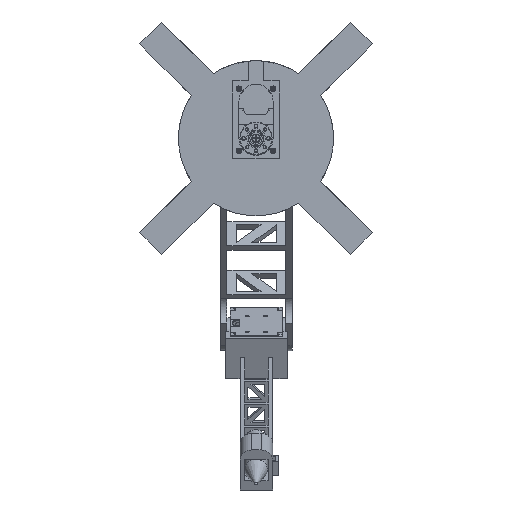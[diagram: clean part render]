
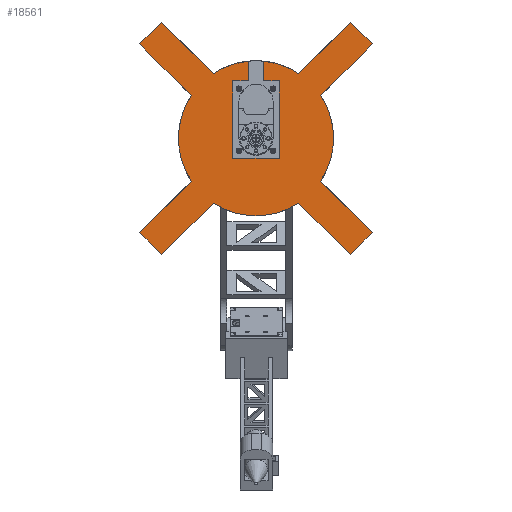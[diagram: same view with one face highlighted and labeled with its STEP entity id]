
A CAD part, front view. The second image highlights one B-rep face of the part: STEP entity #18561.
In plain terms, the highlighted planar face has unit normal (0, -1, 0).
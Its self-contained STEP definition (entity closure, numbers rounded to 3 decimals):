
#780=CIRCLE('',#19688,50.);
#781=CIRCLE('',#19690,50.);
#782=CIRCLE('',#19694,50.);
#784=CIRCLE('',#19696,50.);
#785=CIRCLE('',#19700,50.);
#1755=FACE_OUTER_BOUND('',#2774,.T.);
#2774=EDGE_LOOP('',(#12832,#12833,#12834,#12835,#12836,#12837,#12838,#12839,
#12840,#12841,#12842,#12843,#12844,#12845,#12846,#12847,#12848,#12849,#12850,
#12851,#12852,#12853,#12854,#12855));
#3975=LINE('',#26995,#5982);
#4000=LINE('',#27061,#6007);
#4006=LINE('',#27073,#6013);
#4012=LINE('',#27085,#6019);
#4015=LINE('',#27091,#6022);
#4017=LINE('',#27094,#6024);
#4020=LINE('',#27105,#6027);
#4022=LINE('',#27108,#6029);
#4026=LINE('',#27122,#6033);
#4027=LINE('',#27124,#6034);
#4030=LINE('',#27132,#6037);
#4031=LINE('',#27134,#6038);
#4032=LINE('',#27137,#6039);
#4035=LINE('',#27143,#6042);
#4038=LINE('',#27149,#6045);
#4041=LINE('',#27155,#6048);
#4044=LINE('',#27161,#6051);
#4047=LINE('',#27167,#6054);
#4050=LINE('',#27172,#6057);
#5982=VECTOR('',#21477,10.);
#6007=VECTOR('',#21524,10.);
#6013=VECTOR('',#21534,10.);
#6019=VECTOR('',#21544,10.);
#6022=VECTOR('',#21549,10.);
#6024=VECTOR('',#21553,10.);
#6027=VECTOR('',#21566,10.);
#6029=VECTOR('',#21570,10.);
#6033=VECTOR('',#21584,10.);
#6034=VECTOR('',#21587,10.);
#6037=VECTOR('',#21596,10.);
#6038=VECTOR('',#21599,10.);
#6039=VECTOR('',#21602,10.);
#6042=VECTOR('',#21607,10.);
#6045=VECTOR('',#21612,10.);
#6048=VECTOR('',#21617,10.);
#6051=VECTOR('',#21622,10.);
#6054=VECTOR('',#21627,10.);
#6057=VECTOR('',#21632,10.);
#7976=VERTEX_POINT('',#26992);
#7977=VERTEX_POINT('',#26994);
#8006=VERTEX_POINT('',#27058);
#8007=VERTEX_POINT('',#27060);
#8010=VERTEX_POINT('',#27070);
#8011=VERTEX_POINT('',#27072);
#8014=VERTEX_POINT('',#27082);
#8015=VERTEX_POINT('',#27084);
#8016=VERTEX_POINT('',#27088);
#8017=VERTEX_POINT('',#27090);
#8018=VERTEX_POINT('',#27096);
#8019=VERTEX_POINT('',#27102);
#8020=VERTEX_POINT('',#27104);
#8021=VERTEX_POINT('',#27110);
#8024=VERTEX_POINT('',#27116);
#8025=VERTEX_POINT('',#27120);
#8026=VERTEX_POINT('',#27126);
#8027=VERTEX_POINT('',#27130);
#8028=VERTEX_POINT('',#27136);
#8030=VERTEX_POINT('',#27142);
#8032=VERTEX_POINT('',#27148);
#8034=VERTEX_POINT('',#27154);
#8036=VERTEX_POINT('',#27160);
#8038=VERTEX_POINT('',#27166);
#9788=EDGE_CURVE('',#7977,#7976,#3975,.T.);
#9821=EDGE_CURVE('',#8007,#8006,#4000,.T.);
#9827=EDGE_CURVE('',#8011,#8010,#4006,.T.);
#9833=EDGE_CURVE('',#8015,#8014,#4012,.T.);
#9836=EDGE_CURVE('',#8017,#8016,#4015,.T.);
#9838=EDGE_CURVE('',#8016,#7977,#4017,.T.);
#9840=EDGE_CURVE('',#8018,#7976,#780,.T.);
#9841=EDGE_CURVE('',#8017,#8006,#781,.T.);
#9843=EDGE_CURVE('',#8020,#8019,#4020,.T.);
#9845=EDGE_CURVE('',#8019,#8007,#4022,.T.);
#9846=EDGE_CURVE('',#8020,#8021,#782,.T.);
#9850=EDGE_CURVE('',#8024,#8010,#784,.T.);
#9852=EDGE_CURVE('',#8018,#8025,#4026,.T.);
#9853=EDGE_CURVE('',#8025,#8015,#4027,.T.);
#9855=EDGE_CURVE('',#8026,#8014,#785,.T.);
#9857=EDGE_CURVE('',#8026,#8027,#4030,.T.);
#9858=EDGE_CURVE('',#8027,#8011,#4031,.T.);
#9859=EDGE_CURVE('',#8024,#8028,#4032,.T.);
#9862=EDGE_CURVE('',#8030,#8021,#4035,.T.);
#9865=EDGE_CURVE('',#8032,#8030,#4038,.T.);
#9868=EDGE_CURVE('',#8034,#8032,#4041,.T.);
#9871=EDGE_CURVE('',#8036,#8034,#4044,.T.);
#9874=EDGE_CURVE('',#8038,#8036,#4047,.T.);
#9877=EDGE_CURVE('',#8028,#8038,#4050,.T.);
#12832=ORIENTED_EDGE('',*,*,#9840,.F.);
#12833=ORIENTED_EDGE('',*,*,#9852,.T.);
#12834=ORIENTED_EDGE('',*,*,#9853,.T.);
#12835=ORIENTED_EDGE('',*,*,#9833,.T.);
#12836=ORIENTED_EDGE('',*,*,#9855,.F.);
#12837=ORIENTED_EDGE('',*,*,#9857,.T.);
#12838=ORIENTED_EDGE('',*,*,#9858,.T.);
#12839=ORIENTED_EDGE('',*,*,#9827,.T.);
#12840=ORIENTED_EDGE('',*,*,#9850,.F.);
#12841=ORIENTED_EDGE('',*,*,#9859,.T.);
#12842=ORIENTED_EDGE('',*,*,#9877,.T.);
#12843=ORIENTED_EDGE('',*,*,#9874,.T.);
#12844=ORIENTED_EDGE('',*,*,#9871,.T.);
#12845=ORIENTED_EDGE('',*,*,#9868,.T.);
#12846=ORIENTED_EDGE('',*,*,#9865,.T.);
#12847=ORIENTED_EDGE('',*,*,#9862,.T.);
#12848=ORIENTED_EDGE('',*,*,#9846,.F.);
#12849=ORIENTED_EDGE('',*,*,#9843,.T.);
#12850=ORIENTED_EDGE('',*,*,#9845,.T.);
#12851=ORIENTED_EDGE('',*,*,#9821,.T.);
#12852=ORIENTED_EDGE('',*,*,#9841,.F.);
#12853=ORIENTED_EDGE('',*,*,#9836,.T.);
#12854=ORIENTED_EDGE('',*,*,#9838,.T.);
#12855=ORIENTED_EDGE('',*,*,#9788,.T.);
#17860=PLANE('',#19760);
#18561=ADVANCED_FACE('',(#1755),#17860,.F.);
#19688=AXIS2_PLACEMENT_3D('',#27098,#21557,#21558);
#19690=AXIS2_PLACEMENT_3D('',#27100,#21561,#21562);
#19694=AXIS2_PLACEMENT_3D('',#27111,#21573,#21574);
#19696=AXIS2_PLACEMENT_3D('',#27118,#21579,#21580);
#19700=AXIS2_PLACEMENT_3D('',#27128,#21591,#21592);
#19760=AXIS2_PLACEMENT_3D('',#27308,#21782,#21783);
#21477=DIRECTION('',(0.707,0.,0.707));
#21524=DIRECTION('',(0.707,0.,-0.707));
#21534=DIRECTION('',(-0.707,0.,-0.707));
#21544=DIRECTION('',(-0.707,0.,0.707));
#21549=DIRECTION('',(-0.707,0.,-0.707));
#21553=DIRECTION('',(0.707,0.,-0.707));
#21557=DIRECTION('center_axis',(0.,1.,0.));
#21558=DIRECTION('ref_axis',(1.,0.,0.));
#21561=DIRECTION('center_axis',(0.,1.,0.));
#21562=DIRECTION('ref_axis',(1.,0.,0.));
#21566=DIRECTION('',(-0.707,0.,0.707));
#21570=DIRECTION('',(-0.707,0.,-0.707));
#21573=DIRECTION('center_axis',(0.,1.,0.));
#21574=DIRECTION('ref_axis',(1.,0.,0.));
#21579=DIRECTION('center_axis',(0.,1.,0.));
#21580=DIRECTION('ref_axis',(1.,0.,0.));
#21584=DIRECTION('',(0.707,0.,-0.707));
#21587=DIRECTION('',(0.707,0.,0.707));
#21591=DIRECTION('center_axis',(0.,1.,0.));
#21592=DIRECTION('ref_axis',(1.,0.,0.));
#21596=DIRECTION('',(0.707,0.,0.707));
#21599=DIRECTION('',(-0.707,0.,0.707));
#21602=DIRECTION('',(0.,0.,-1.));
#21607=DIRECTION('',(0.,0.,1.));
#21612=DIRECTION('',(1.,0.,0.));
#21617=DIRECTION('',(0.,0.,1.));
#21622=DIRECTION('',(-1.,0.,0.));
#21627=DIRECTION('',(0.,0.,-1.));
#21632=DIRECTION('',(1.,0.,0.));
#21782=DIRECTION('center_axis',(0.,1.,0.));
#21783=DIRECTION('ref_axis',(1.,0.,0.));
#26992=CARTESIAN_POINT('',(-27.57,0.,-41.712));
#26994=CARTESIAN_POINT('',(-60.842,0.,-74.984));
#26995=CARTESIAN_POINT('',(-26.194,0.,-40.336));
#27058=CARTESIAN_POINT('',(-41.712,0.,27.57));
#27060=CARTESIAN_POINT('',(-74.984,0.,60.842));
#27061=CARTESIAN_POINT('',(-40.336,0.,26.194));
#27070=CARTESIAN_POINT('',(27.57,0.,41.712));
#27072=CARTESIAN_POINT('',(60.842,0.,74.984));
#27073=CARTESIAN_POINT('',(26.194,0.,40.336));
#27082=CARTESIAN_POINT('',(41.712,0.,-27.57));
#27084=CARTESIAN_POINT('',(74.984,0.,-60.842));
#27085=CARTESIAN_POINT('',(40.336,0.,-26.194));
#27088=CARTESIAN_POINT('',(-74.984,0.,-60.842));
#27090=CARTESIAN_POINT('',(-41.712,0.,-27.57));
#27091=CARTESIAN_POINT('',(-40.336,0.,-26.194));
#27094=CARTESIAN_POINT('',(-67.913,0.,-67.913));
#27096=CARTESIAN_POINT('',(27.57,0.,-41.712));
#27098=CARTESIAN_POINT('Origin',(0.,0.,0.));
#27100=CARTESIAN_POINT('Origin',(0.,0.,0.));
#27102=CARTESIAN_POINT('',(-60.842,0.,74.984));
#27104=CARTESIAN_POINT('',(-27.57,0.,41.712));
#27105=CARTESIAN_POINT('',(-26.194,0.,40.336));
#27108=CARTESIAN_POINT('',(-74.984,0.,60.842));
#27110=CARTESIAN_POINT('',(-5.,0.,49.749));
#27111=CARTESIAN_POINT('Origin',(0.,0.,0.));
#27116=CARTESIAN_POINT('',(5.,0.,49.749));
#27118=CARTESIAN_POINT('Origin',(0.,0.,0.));
#27120=CARTESIAN_POINT('',(60.842,0.,-74.984));
#27122=CARTESIAN_POINT('',(26.194,0.,-40.336));
#27124=CARTESIAN_POINT('',(74.984,0.,-60.842));
#27126=CARTESIAN_POINT('',(41.712,0.,27.57));
#27128=CARTESIAN_POINT('Origin',(0.,0.,0.));
#27130=CARTESIAN_POINT('',(74.984,0.,60.842));
#27132=CARTESIAN_POINT('',(40.336,0.,26.194));
#27134=CARTESIAN_POINT('',(67.913,0.,67.913));
#27136=CARTESIAN_POINT('',(5.,0.,37.));
#27137=CARTESIAN_POINT('',(5.,0.,24.875));
#27142=CARTESIAN_POINT('',(-5.,0.,37.));
#27143=CARTESIAN_POINT('',(-5.,0.,18.5));
#27148=CARTESIAN_POINT('',(-15.,0.,37.));
#27149=CARTESIAN_POINT('',(-7.5,0.,37.));
#27154=CARTESIAN_POINT('',(-15.,0.,-13.));
#27155=CARTESIAN_POINT('',(-15.,0.,-6.5));
#27160=CARTESIAN_POINT('',(15.,0.,-13.));
#27161=CARTESIAN_POINT('',(7.5,0.,-13.));
#27166=CARTESIAN_POINT('',(15.,0.,37.));
#27167=CARTESIAN_POINT('',(15.,0.,18.5));
#27172=CARTESIAN_POINT('',(2.5,0.,37.));
#27308=CARTESIAN_POINT('Origin',(0.,0.,0.));
